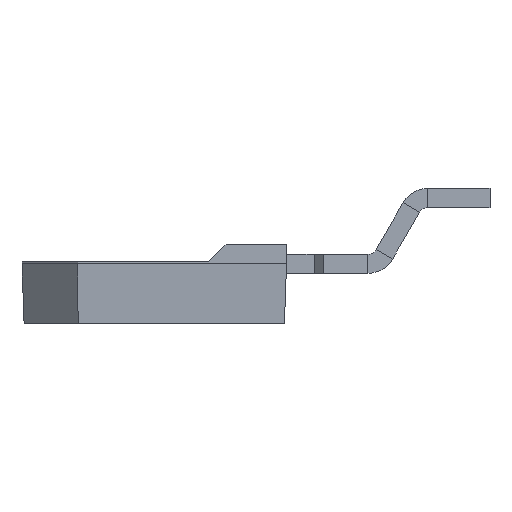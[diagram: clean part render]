
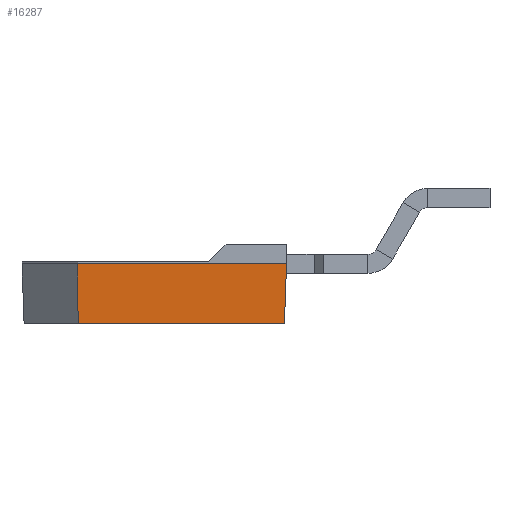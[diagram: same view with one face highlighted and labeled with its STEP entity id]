
A CAD part, left-side view. The second image highlights one B-rep face of the part: STEP entity #16287.
In plain terms, the highlighted planar face has unit normal (-0.999, 0, -0.035).
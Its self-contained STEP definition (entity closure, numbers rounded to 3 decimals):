
#546 = ORIENTED_EDGE ( 'NONE', *, *, #1888, .F. ) ;
#734 = FACE_OUTER_BOUND ( 'NONE', #8898, .T. ) ;
#919 = LINE ( 'NONE', #14225, #14487 ) ;
#1888 = EDGE_CURVE ( 'NONE', #12269, #16878, #4590, .T. ) ;
#3765 = DIRECTION ( 'NONE',  ( 0., 1., 0. ) ) ;
#4590 = LINE ( 'NONE', #8566, #16823 ) ;
#5410 = CARTESIAN_POINT ( 'NONE',  ( -1.1, 15.75, -3.45 ) ) ;
#5707 = CARTESIAN_POINT ( 'NONE',  ( -1.22, 3.7, 0. ) ) ;
#5720 = EDGE_CURVE ( 'NONE', #7626, #12269, #919, .T. ) ;
#5932 = CARTESIAN_POINT ( 'NONE',  ( -1.22, 19., 0. ) ) ;
#6592 = CARTESIAN_POINT ( 'NONE',  ( -1.22, 15.8, 0. ) ) ;
#7454 = DIRECTION ( 'NONE',  ( 0.035, 0.035, -0.999 ) ) ;
#7626 = VERTEX_POINT ( 'NONE', #5707 ) ;
#8566 = CARTESIAN_POINT ( 'NONE',  ( -1.1, 15.8, -3.45 ) ) ;
#8898 = EDGE_LOOP ( 'NONE', ( #9849, #546, #14987, #13044 ) ) ;
#9279 = CARTESIAN_POINT ( 'NONE',  ( -1.22, 3.7, 0. ) ) ;
#9699 = EDGE_CURVE ( 'NONE', #16657, #16878, #12848, .T. ) ;
#9849 = ORIENTED_EDGE ( 'NONE', *, *, #9699, .T. ) ;
#11783 = LINE ( 'NONE', #9279, #15055 ) ;
#11879 = DIRECTION ( 'NONE',  ( 0., -1., 0. ) ) ;
#12269 = VERTEX_POINT ( 'NONE', #15041 ) ;
#12494 = EDGE_CURVE ( 'NONE', #16657, #7626, #11783, .T. ) ;
#12768 = AXIS2_PLACEMENT_3D ( 'NONE', #5932, #17177, #3765 ) ;
#12848 = LINE ( 'NONE', #15528, #15521 ) ;
#13044 = ORIENTED_EDGE ( 'NONE', *, *, #12494, .F. ) ;
#13942 = PLANE ( 'NONE',  #12768 ) ;
#14225 = CARTESIAN_POINT ( 'NONE',  ( -1.201, 3.719, -0.533 ) ) ;
#14487 = VECTOR ( 'NONE', #7454, 1000. ) ;
#14987 = ORIENTED_EDGE ( 'NONE', *, *, #5720, .F. ) ;
#15041 = CARTESIAN_POINT ( 'NONE',  ( -1.1, 3.82, -3.45 ) ) ;
#15055 = VECTOR ( 'NONE', #11879, 1000. ) ;
#15447 = DIRECTION ( 'NONE',  ( 0.035, -0.014, -0.999 ) ) ;
#15521 = VECTOR ( 'NONE', #15447, 1000. ) ;
#15528 = CARTESIAN_POINT ( 'NONE',  ( -1.222, 15.801, 0.046 ) ) ;
#16287 = ADVANCED_FACE ( 'NONE', ( #734 ), #13942, .T. ) ;
#16657 = VERTEX_POINT ( 'NONE', #6592 ) ;
#16823 = VECTOR ( 'NONE', #16843, 1000. ) ;
#16843 = DIRECTION ( 'NONE',  ( 0., 1., 0. ) ) ;
#16878 = VERTEX_POINT ( 'NONE', #5410 ) ;
#17177 = DIRECTION ( 'NONE',  ( -0.999, 0., -0.035 ) ) ;
